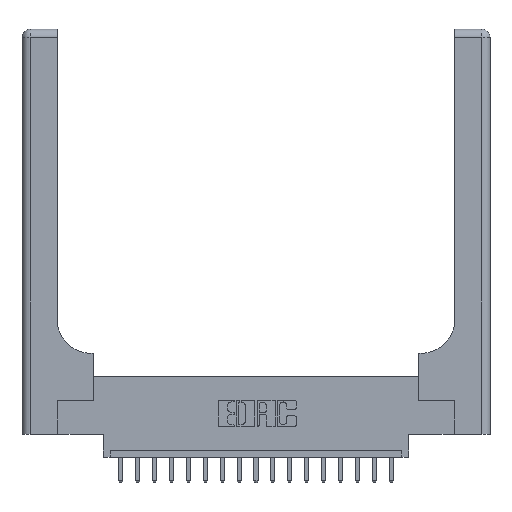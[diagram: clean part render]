
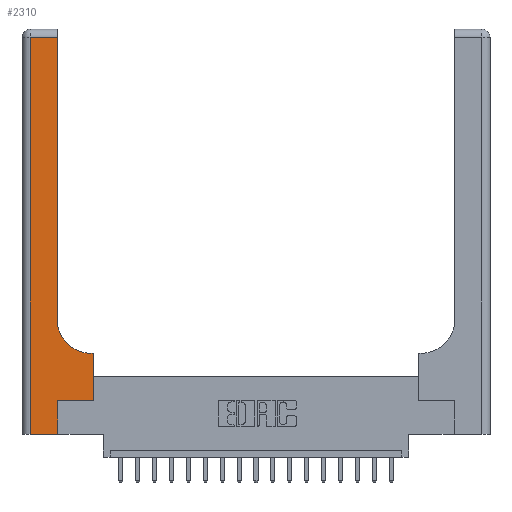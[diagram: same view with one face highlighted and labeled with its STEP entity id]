
A CAD part, top view. The second image highlights one B-rep face of the part: STEP entity #2310.
In plain terms, the highlighted planar face has unit normal (0, 0, 1).
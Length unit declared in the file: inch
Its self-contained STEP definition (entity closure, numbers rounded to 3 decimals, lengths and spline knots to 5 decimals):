
#572 = CARTESIAN_POINT ( 'NONE',  ( 0., 2.94, 0.37 ) ) ;
#1084 = VERTEX_POINT ( 'NONE', #18773 ) ;
#1378 = VERTEX_POINT ( 'NONE', #17663 ) ;
#2039 = EDGE_CURVE ( 'NONE', #9986, #1378, #9637, .T. ) ;
#2139 = LINE ( 'NONE', #19019, #10033 ) ;
#2162 = CARTESIAN_POINT ( 'NONE',  ( 0., 0., 0.37 ) ) ;
#2177 = DIRECTION ( 'NONE',  ( 0., 1., 0. ) ) ;
#2310 = ADVANCED_FACE ( 'NONE', ( #5014 ), #4131, .F. ) ;
#2360 = CARTESIAN_POINT ( 'NONE',  ( 0.06, 2.94, 0.37 ) ) ;
#2516 = ORIENTED_EDGE ( 'NONE', *, *, #8918, .T. ) ;
#2596 = CARTESIAN_POINT ( 'NONE',  ( 0.51, 0.6, 0.37 ) ) ;
#2874 = DIRECTION ( 'NONE',  ( 1., 0., 0. ) ) ;
#3004 = EDGE_CURVE ( 'NONE', #12673, #14196, #17120, .T. ) ;
#3008 = VECTOR ( 'NONE', #10547, 39.37008 ) ;
#3596 = VERTEX_POINT ( 'NONE', #7402 ) ;
#3728 = VECTOR ( 'NONE', #5705, 39.37008 ) ;
#3756 = EDGE_CURVE ( 'NONE', #7581, #9986, #14498, .T. ) ;
#4116 = EDGE_CURVE ( 'NONE', #16674, #1084, #2139, .T. ) ;
#4131 = PLANE ( 'NONE',  #12518 ) ;
#4508 = EDGE_CURVE ( 'NONE', #1378, #3596, #13821, .T. ) ;
#5014 = FACE_OUTER_BOUND ( 'NONE', #5150, .T. ) ;
#5150 = EDGE_LOOP ( 'NONE', ( #18755, #8422, #16717, #5205, #15816, #12875, #2516, #17293, #18197 ) ) ;
#5205 = ORIENTED_EDGE ( 'NONE', *, *, #4508, .T. ) ;
#5705 = DIRECTION ( 'NONE',  ( 0., 1., 0. ) ) ;
#5889 = VECTOR ( 'NONE', #13990, 39.37008 ) ;
#6381 = EDGE_CURVE ( 'NONE', #3596, #16674, #12722, .T. ) ;
#7402 = CARTESIAN_POINT ( 'NONE',  ( 0.265, 0., 0.37 ) ) ;
#7578 = VECTOR ( 'NONE', #2177, 39.37008 ) ;
#7581 = VERTEX_POINT ( 'NONE', #17585 ) ;
#7894 = CARTESIAN_POINT ( 'NONE',  ( 0.26, 0.6, 0.37 ) ) ;
#7926 = VERTEX_POINT ( 'NONE', #16916 ) ;
#7947 = VECTOR ( 'NONE', #11002, 39.37008 ) ;
#8422 = ORIENTED_EDGE ( 'NONE', *, *, #3756, .T. ) ;
#8762 = CARTESIAN_POINT ( 'NONE',  ( 0.528, 0.25, 0.37 ) ) ;
#8918 = EDGE_CURVE ( 'NONE', #1084, #12673, #9102, .T. ) ;
#9102 = LINE ( 'NONE', #8762, #3008 ) ;
#9514 = DIRECTION ( 'NONE',  ( -1., 0., 0. ) ) ;
#9598 = CARTESIAN_POINT ( 'NONE',  ( 0.265, 0., 0.37 ) ) ;
#9637 = LINE ( 'NONE', #10108, #11508 ) ;
#9766 = DIRECTION ( 'NONE',  ( 1., 0., 0. ) ) ;
#9986 = VERTEX_POINT ( 'NONE', #2360 ) ;
#10016 = CARTESIAN_POINT ( 'NONE',  ( 0.51, 0.85, 0.37 ) ) ;
#10033 = VECTOR ( 'NONE', #2874, 39.37008 ) ;
#10108 = CARTESIAN_POINT ( 'NONE',  ( 0.06, 3., 0.37 ) ) ;
#10547 = DIRECTION ( 'NONE',  ( 0., 1., 0. ) ) ;
#10790 = VECTOR ( 'NONE', #9514, 39.37008 ) ;
#11002 = DIRECTION ( 'NONE',  ( -1., 0., 0. ) ) ;
#11338 = CARTESIAN_POINT ( 'NONE',  ( 0.265, 0.25, 0.37 ) ) ;
#11406 = LINE ( 'NONE', #13134, #3728 ) ;
#11508 = VECTOR ( 'NONE', #11621, 39.37008 ) ;
#11621 = DIRECTION ( 'NONE',  ( 0., -1., 0. ) ) ;
#12518 = AXIS2_PLACEMENT_3D ( 'NONE', #14601, #13177, #16249 ) ;
#12673 = VERTEX_POINT ( 'NONE', #18970 ) ;
#12722 = LINE ( 'NONE', #9598, #7578 ) ;
#12875 = ORIENTED_EDGE ( 'NONE', *, *, #4116, .T. ) ;
#13134 = CARTESIAN_POINT ( 'NONE',  ( 0.26, 3., 0.37 ) ) ;
#13177 = DIRECTION ( 'NONE',  ( 0., 0., -1. ) ) ;
#13255 = AXIS2_PLACEMENT_3D ( 'NONE', #10016, #17369, #9766 ) ;
#13325 = CIRCLE ( 'NONE', #13255, 0.25 ) ;
#13821 = LINE ( 'NONE', #2162, #5889 ) ;
#13990 = DIRECTION ( 'NONE',  ( 1., 0., 0. ) ) ;
#14176 = EDGE_CURVE ( 'NONE', #14196, #7926, #13325, .T. ) ;
#14196 = VERTEX_POINT ( 'NONE', #2596 ) ;
#14339 = EDGE_CURVE ( 'NONE', #7926, #7581, #11406, .T. ) ;
#14498 = LINE ( 'NONE', #572, #7947 ) ;
#14601 = CARTESIAN_POINT ( 'NONE',  ( 0., 3., 0.37 ) ) ;
#15816 = ORIENTED_EDGE ( 'NONE', *, *, #6381, .T. ) ;
#16249 = DIRECTION ( 'NONE',  ( -1., 0., 0. ) ) ;
#16674 = VERTEX_POINT ( 'NONE', #11338 ) ;
#16717 = ORIENTED_EDGE ( 'NONE', *, *, #2039, .T. ) ;
#16916 = CARTESIAN_POINT ( 'NONE',  ( 0.26, 0.85, 0.37 ) ) ;
#17120 = LINE ( 'NONE', #7894, #10790 ) ;
#17293 = ORIENTED_EDGE ( 'NONE', *, *, #3004, .T. ) ;
#17369 = DIRECTION ( 'NONE',  ( 0., 0., -1. ) ) ;
#17585 = CARTESIAN_POINT ( 'NONE',  ( 0.26, 2.94, 0.37 ) ) ;
#17663 = CARTESIAN_POINT ( 'NONE',  ( 0.06, 0., 0.37 ) ) ;
#18197 = ORIENTED_EDGE ( 'NONE', *, *, #14176, .T. ) ;
#18755 = ORIENTED_EDGE ( 'NONE', *, *, #14339, .T. ) ;
#18773 = CARTESIAN_POINT ( 'NONE',  ( 0.528, 0.25, 0.37 ) ) ;
#18970 = CARTESIAN_POINT ( 'NONE',  ( 0.528, 0.6, 0.37 ) ) ;
#19019 = CARTESIAN_POINT ( 'NONE',  ( 0.265, 0.25, 0.37 ) ) ;
